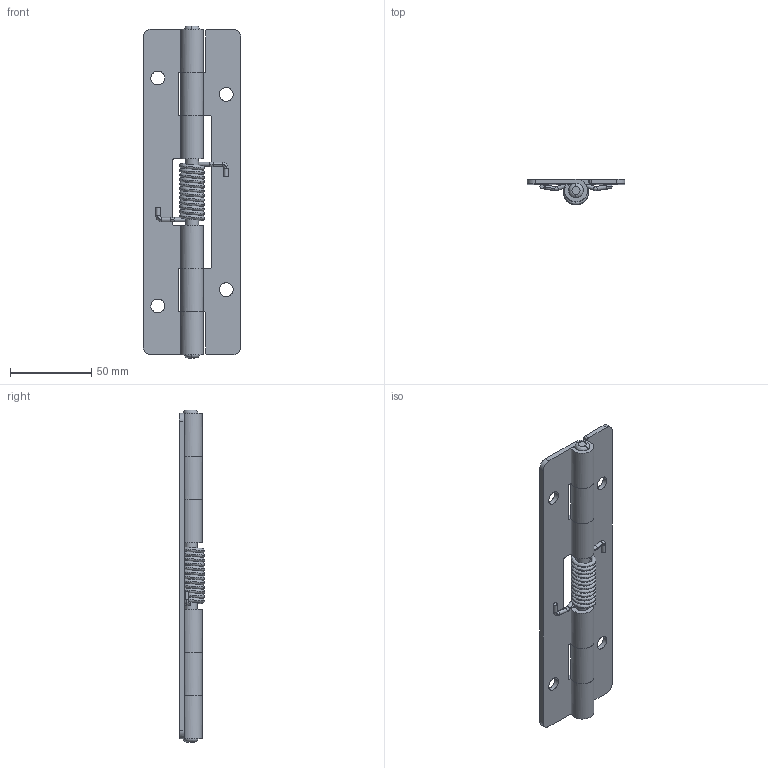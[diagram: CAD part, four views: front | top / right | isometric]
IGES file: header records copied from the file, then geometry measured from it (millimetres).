
Start section: ------------------------------------------------------------------------
Global section: file name: PC003.58524.TH_192_5024.igs; native system: spGate; preprocessor: ver19.8.4 (****-****-****-****); author: Unknown; organization: Unknown; date: 250310.144052; units: millimetre
Bounding box: 60 x 15.7 x 204 mm (x, y, z)
Volume: 54863 mm3; surface area: 37204.2 mm2
Topology: 3 solids, 3 shells, 104 faces, 286 edges, 184 vertices
Faces by surface type: bspline 104
